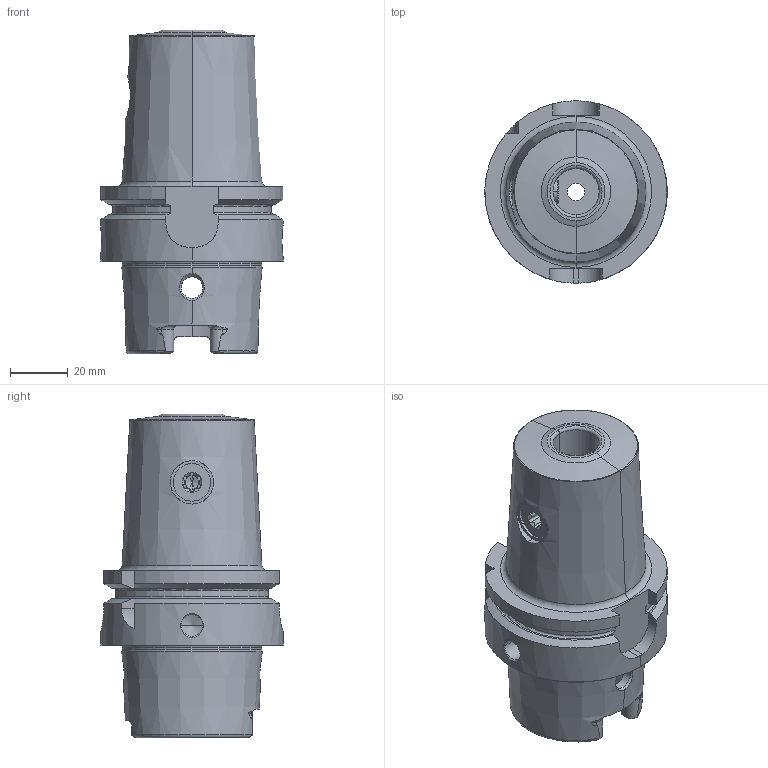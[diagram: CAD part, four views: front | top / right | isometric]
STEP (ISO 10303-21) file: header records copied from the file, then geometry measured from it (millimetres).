
FILE_DESCRIPTION((''),'2;1');
FILE_NAME('607223831-000','2019-05-29T12:50:37',('schmiedtm'),(''),'CREO PARAMETRIC BY PTC INC, 2018300','CREO PARAMETRIC BY PTC INC, 2018300','');
FILE_SCHEMA(('AUTOMOTIVE_DESIGN { 1 0 10303 214 1 1 1 1 }'));
Length unit declared in the file: millimetre
Products named in the file (1): 607223831-000
Bounding box: 63 x 63 x 111.9 mm (x, y, z)
Volume: 155649.5 mm3; surface area: 33224.5 mm2
Topology: 1 solids, 1 shells, 212 faces, 524 edges, 324 vertices
Faces by surface type: cylinder 75, plane 55, cone 54, torus 28
Entity records: 10026 total; most frequent: CARTESIAN_POINT 3250, DIRECTION 1065, ORIENTED_EDGE 1040, PRESENTATION_STYLE_ASSIGNMENT 521, STYLED_ITEM 521, CURVE_STYLE 520, EDGE_CURVE 520, AXIS2_PLACEMENT_3D 436
